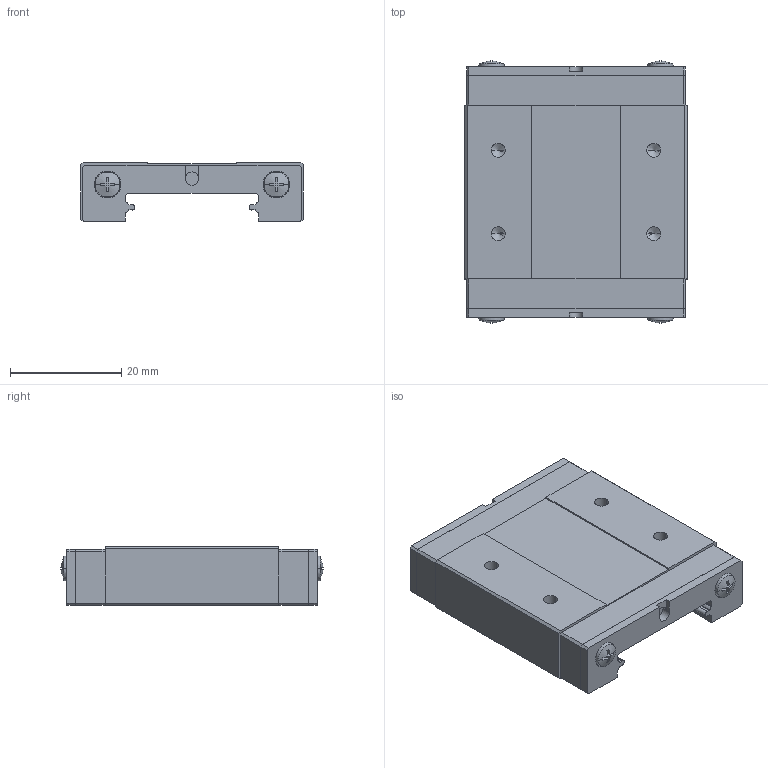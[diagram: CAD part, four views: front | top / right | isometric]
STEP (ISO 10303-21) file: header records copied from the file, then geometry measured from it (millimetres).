
FILE_DESCRIPTION(('STEP AP214'),'1');
FILE_NAME('cctmp_1E7D1699-EBB5-4318-8F0F-ECFEB30DCD3A_2024_08_08_17_16_49_0935..stp','2024-08-08T15:16:50',('HIWIN GmbH'),('CADClick - www.CADClick.com'),'Spatial InterOp 3D',' ','unknown authorization');
FILE_SCHEMA(('AUTOMOTIVE_DESIGN'));
Length unit declared in the file: millimetre
Products named in the file (1): MGW12CZ0CM_FILE
Bounding box: 40 x 47.27 x 10.6 mm (x, y, z)
Volume: 13215.5 mm3; surface area: 6109 mm2
Topology: 1 solids, 3 shells, 202 faces, 544 edges, 352 vertices
Faces by surface type: plane 134, cylinder 40, cone 28
Entity records: 7804 total; most frequent: CARTESIAN_POINT 1203, ORIENTED_EDGE 1072, DIRECTION 990, EDGE_CURVE 536, LINE 376, VECTOR 376, VERTEX_POINT 352, AXIS2_PLACEMENT_3D 307
